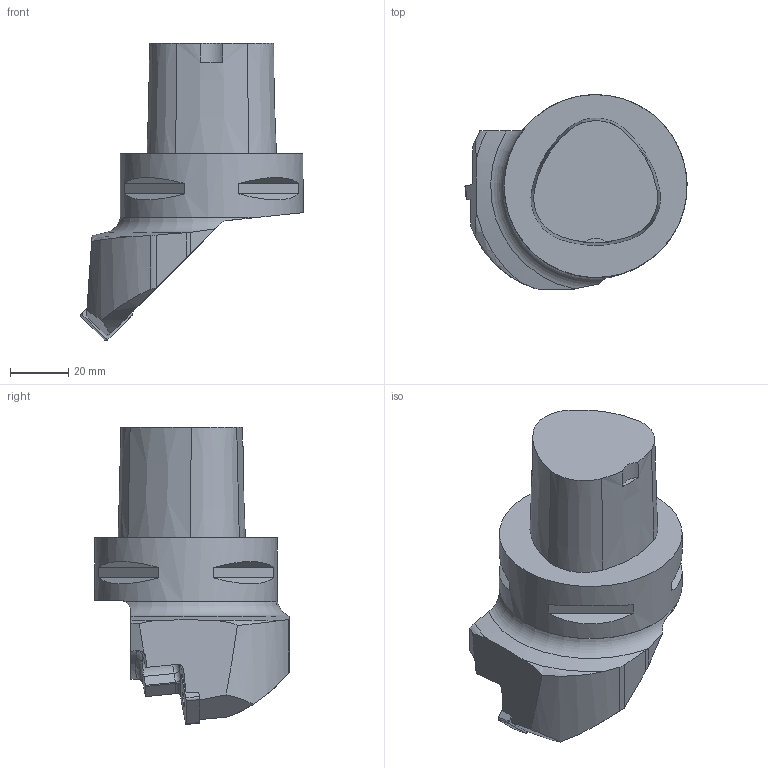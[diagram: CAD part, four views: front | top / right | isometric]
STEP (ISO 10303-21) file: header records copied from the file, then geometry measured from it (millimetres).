
FILE_DESCRIPTION(/* description */ (''),/* implementation_level */ '2;1');
FILE_NAME(/* name */ '1543392812323.stp',/* time_stamp */ '2018-11-28T13:43:50+05:00',/* author */ (''),/* organization */ ('SMS'),/* preprocessor_version */ 'ST-DEVELOPER v15',/* originating_system */ 'SIEMENS PLM Software NX 8.5',/* authorisation */ '');
FILE_SCHEMA (('AUTOMOTIVE_DESIGN { 1 0 10303 214 3 1 1 1 }'));
Length unit declared in the file: millimetre
Products named in the file (4): ASSEMBLY_CONSTRUCTION; IsoTurningInsert; 201773274mod000_01; 201773272mod000_01
Assembly tree (3 placements, depth 2):
  201773272mod000_01
    201773274mod000_01
    IsoTurningInsert
    ASSEMBLY_CONSTRUCTION
Bounding box: 76.52 x 67.03 x 102.3 mm (x, y, z)
Volume: 165491.8 mm3; surface area: 21867.9 mm2
Topology: 2 solids, 2 shells, 82 faces, 212 edges, 146 vertices
Faces by surface type: plane 42, cylinder 24, torus 8, cone 7, bspline 1
Full cylindrical faces by diameter (mm): 5.156 x1, 5.16 x1, 63 x1
Entity records: 2827 total; most frequent: CARTESIAN_POINT 667, DIRECTION 437, ORIENTED_EDGE 408, EDGE_CURVE 204, AXIS2_PLACEMENT_3D 172, VERTEX_POINT 135, EDGE_LOOP 93, LINE 93
